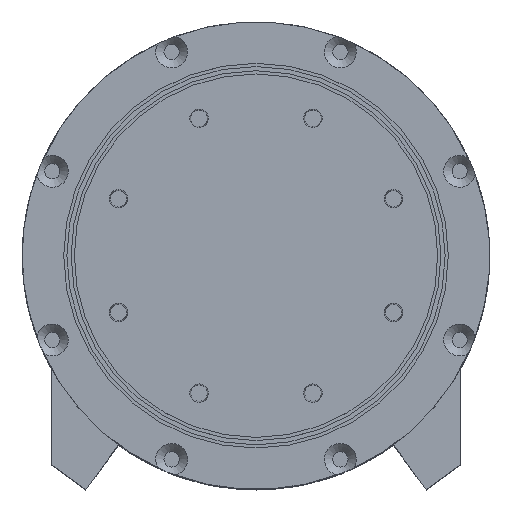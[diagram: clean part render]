
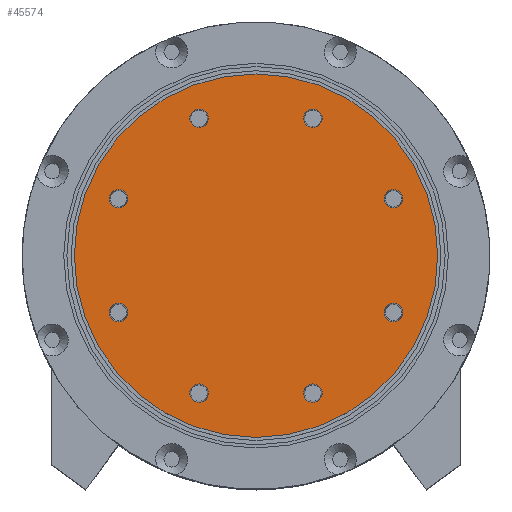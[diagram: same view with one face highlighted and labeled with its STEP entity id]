
A CAD part, top view. The second image highlights one B-rep face of the part: STEP entity #45574.
In plain terms, the highlighted planar face has unit normal (0, 0, 1).
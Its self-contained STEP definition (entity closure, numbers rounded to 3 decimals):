
#5007=FACE_BOUND('',#9387,.T.);
#5008=FACE_BOUND('',#9388,.T.);
#5009=FACE_BOUND('',#9389,.T.);
#5010=FACE_BOUND('',#9390,.T.);
#5011=FACE_BOUND('',#9391,.T.);
#5012=FACE_BOUND('',#9392,.T.);
#5013=FACE_BOUND('',#9393,.T.);
#5014=FACE_BOUND('',#9394,.T.);
#5371=PLANE('',#48957);
#6651=FACE_OUTER_BOUND('',#9386,.T.);
#9386=EDGE_LOOP('',(#32642));
#9387=EDGE_LOOP('',(#32643,#32644));
#9388=EDGE_LOOP('',(#32645,#32646));
#9389=EDGE_LOOP('',(#32647,#32648));
#9390=EDGE_LOOP('',(#32649,#32650));
#9391=EDGE_LOOP('',(#32651,#32652));
#9392=EDGE_LOOP('',(#32653,#32654));
#9393=EDGE_LOOP('',(#32655,#32656));
#9394=EDGE_LOOP('',(#32657,#32658));
#15882=CIRCLE('',#48842,2.17);
#15883=CIRCLE('',#48843,2.17);
#15888=CIRCLE('',#48851,2.17);
#15889=CIRCLE('',#48852,2.17);
#15894=CIRCLE('',#48860,2.17);
#15895=CIRCLE('',#48861,2.17);
#15900=CIRCLE('',#48869,2.17);
#15901=CIRCLE('',#48870,2.17);
#15906=CIRCLE('',#48878,2.17);
#15907=CIRCLE('',#48879,2.17);
#15912=CIRCLE('',#48887,2.17);
#15913=CIRCLE('',#48888,2.17);
#15918=CIRCLE('',#48896,2.17);
#15919=CIRCLE('',#48897,2.17);
#15924=CIRCLE('',#48905,2.17);
#15925=CIRCLE('',#48906,2.17);
#15956=CIRCLE('',#48956,42.75);
#18190=VERTEX_POINT('',#72765);
#18191=VERTEX_POINT('',#72766);
#18196=VERTEX_POINT('',#72782);
#18197=VERTEX_POINT('',#72783);
#18202=VERTEX_POINT('',#72799);
#18203=VERTEX_POINT('',#72800);
#18208=VERTEX_POINT('',#72816);
#18209=VERTEX_POINT('',#72817);
#18214=VERTEX_POINT('',#72833);
#18215=VERTEX_POINT('',#72834);
#18220=VERTEX_POINT('',#72850);
#18221=VERTEX_POINT('',#72851);
#18226=VERTEX_POINT('',#72867);
#18227=VERTEX_POINT('',#72868);
#18232=VERTEX_POINT('',#72884);
#18233=VERTEX_POINT('',#72885);
#18264=VERTEX_POINT('',#72978);
#23627=EDGE_CURVE('',#18190,#18191,#15882,.T.);
#23628=EDGE_CURVE('',#18191,#18190,#15883,.T.);
#23635=EDGE_CURVE('',#18196,#18197,#15888,.T.);
#23636=EDGE_CURVE('',#18197,#18196,#15889,.T.);
#23643=EDGE_CURVE('',#18202,#18203,#15894,.T.);
#23644=EDGE_CURVE('',#18203,#18202,#15895,.T.);
#23651=EDGE_CURVE('',#18208,#18209,#15900,.T.);
#23652=EDGE_CURVE('',#18209,#18208,#15901,.T.);
#23659=EDGE_CURVE('',#18214,#18215,#15906,.T.);
#23660=EDGE_CURVE('',#18215,#18214,#15907,.T.);
#23667=EDGE_CURVE('',#18220,#18221,#15912,.T.);
#23668=EDGE_CURVE('',#18221,#18220,#15913,.T.);
#23675=EDGE_CURVE('',#18226,#18227,#15918,.T.);
#23676=EDGE_CURVE('',#18227,#18226,#15919,.T.);
#23683=EDGE_CURVE('',#18232,#18233,#15924,.T.);
#23684=EDGE_CURVE('',#18233,#18232,#15925,.T.);
#23726=EDGE_CURVE('',#18264,#18264,#15956,.T.);
#32642=ORIENTED_EDGE('',*,*,#23726,.T.);
#32643=ORIENTED_EDGE('',*,*,#23627,.T.);
#32644=ORIENTED_EDGE('',*,*,#23628,.T.);
#32645=ORIENTED_EDGE('',*,*,#23635,.T.);
#32646=ORIENTED_EDGE('',*,*,#23636,.T.);
#32647=ORIENTED_EDGE('',*,*,#23643,.T.);
#32648=ORIENTED_EDGE('',*,*,#23644,.T.);
#32649=ORIENTED_EDGE('',*,*,#23651,.T.);
#32650=ORIENTED_EDGE('',*,*,#23652,.T.);
#32651=ORIENTED_EDGE('',*,*,#23659,.T.);
#32652=ORIENTED_EDGE('',*,*,#23660,.T.);
#32653=ORIENTED_EDGE('',*,*,#23667,.T.);
#32654=ORIENTED_EDGE('',*,*,#23668,.T.);
#32655=ORIENTED_EDGE('',*,*,#23675,.T.);
#32656=ORIENTED_EDGE('',*,*,#23676,.T.);
#32657=ORIENTED_EDGE('',*,*,#23683,.T.);
#32658=ORIENTED_EDGE('',*,*,#23684,.T.);
#45574=ADVANCED_FACE('',(#6651,#5007,#5008,#5009,#5010,#5011,#5012,#5013,
#5014),#5371,.T.);
#48842=AXIS2_PLACEMENT_3D('',#72767,#53705,#53706);
#48843=AXIS2_PLACEMENT_3D('',#72768,#53707,#53708);
#48851=AXIS2_PLACEMENT_3D('',#72784,#53725,#53726);
#48852=AXIS2_PLACEMENT_3D('',#72785,#53727,#53728);
#48860=AXIS2_PLACEMENT_3D('',#72801,#53745,#53746);
#48861=AXIS2_PLACEMENT_3D('',#72802,#53747,#53748);
#48869=AXIS2_PLACEMENT_3D('',#72818,#53765,#53766);
#48870=AXIS2_PLACEMENT_3D('',#72819,#53767,#53768);
#48878=AXIS2_PLACEMENT_3D('',#72835,#53785,#53786);
#48879=AXIS2_PLACEMENT_3D('',#72836,#53787,#53788);
#48887=AXIS2_PLACEMENT_3D('',#72852,#53805,#53806);
#48888=AXIS2_PLACEMENT_3D('',#72853,#53807,#53808);
#48896=AXIS2_PLACEMENT_3D('',#72869,#53825,#53826);
#48897=AXIS2_PLACEMENT_3D('',#72870,#53827,#53828);
#48905=AXIS2_PLACEMENT_3D('',#72886,#53845,#53846);
#48906=AXIS2_PLACEMENT_3D('',#72887,#53847,#53848);
#48956=AXIS2_PLACEMENT_3D('',#72979,#53958,#53959);
#48957=AXIS2_PLACEMENT_3D('',#72981,#53961,#53962);
#53705=DIRECTION('center_axis',(0.,0.,-1.));
#53706=DIRECTION('ref_axis',(1.,0.,0.));
#53707=DIRECTION('center_axis',(0.,0.,-1.));
#53708=DIRECTION('ref_axis',(1.,0.,0.));
#53725=DIRECTION('center_axis',(0.,0.,-1.));
#53726=DIRECTION('ref_axis',(1.,0.,0.));
#53727=DIRECTION('center_axis',(0.,0.,-1.));
#53728=DIRECTION('ref_axis',(1.,0.,0.));
#53745=DIRECTION('center_axis',(0.,0.,-1.));
#53746=DIRECTION('ref_axis',(1.,0.,0.));
#53747=DIRECTION('center_axis',(0.,0.,-1.));
#53748=DIRECTION('ref_axis',(1.,0.,0.));
#53765=DIRECTION('center_axis',(0.,0.,-1.));
#53766=DIRECTION('ref_axis',(1.,0.,0.));
#53767=DIRECTION('center_axis',(0.,0.,-1.));
#53768=DIRECTION('ref_axis',(1.,0.,0.));
#53785=DIRECTION('center_axis',(0.,0.,-1.));
#53786=DIRECTION('ref_axis',(1.,0.,0.));
#53787=DIRECTION('center_axis',(0.,0.,-1.));
#53788=DIRECTION('ref_axis',(1.,0.,0.));
#53805=DIRECTION('center_axis',(0.,0.,-1.));
#53806=DIRECTION('ref_axis',(1.,0.,0.));
#53807=DIRECTION('center_axis',(0.,0.,-1.));
#53808=DIRECTION('ref_axis',(1.,0.,0.));
#53825=DIRECTION('center_axis',(0.,0.,-1.));
#53826=DIRECTION('ref_axis',(1.,0.,0.));
#53827=DIRECTION('center_axis',(0.,0.,-1.));
#53828=DIRECTION('ref_axis',(1.,0.,0.));
#53845=DIRECTION('center_axis',(0.,0.,-1.));
#53846=DIRECTION('ref_axis',(1.,0.,0.));
#53847=DIRECTION('center_axis',(0.,0.,-1.));
#53848=DIRECTION('ref_axis',(1.,0.,0.));
#53958=DIRECTION('center_axis',(0.,0.,1.));
#53959=DIRECTION('ref_axis',(-1.,0.,0.));
#53961=DIRECTION('center_axis',(0.,0.,1.));
#53962=DIRECTION('ref_axis',(1.,0.,0.));
#72765=CARTESIAN_POINT('',(15.564,-32.336,74.));
#72766=CARTESIAN_POINT('',(11.224,-32.336,74.));
#72767=CARTESIAN_POINT('Origin',(13.394,-32.336,74.));
#72768=CARTESIAN_POINT('Origin',(13.394,-32.336,74.));
#72782=CARTESIAN_POINT('',(-30.166,-13.394,74.));
#72783=CARTESIAN_POINT('',(-34.506,-13.394,74.));
#72784=CARTESIAN_POINT('Origin',(-32.336,-13.394,74.));
#72785=CARTESIAN_POINT('Origin',(-32.336,-13.394,74.));
#72799=CARTESIAN_POINT('',(-11.224,32.336,74.));
#72800=CARTESIAN_POINT('',(-15.564,32.336,74.));
#72801=CARTESIAN_POINT('Origin',(-13.394,32.336,74.));
#72802=CARTESIAN_POINT('Origin',(-13.394,32.336,74.));
#72816=CARTESIAN_POINT('',(15.564,32.336,74.));
#72817=CARTESIAN_POINT('',(11.224,32.336,74.));
#72818=CARTESIAN_POINT('Origin',(13.394,32.336,74.));
#72819=CARTESIAN_POINT('Origin',(13.394,32.336,74.));
#72833=CARTESIAN_POINT('',(34.506,13.394,74.));
#72834=CARTESIAN_POINT('',(30.166,13.394,74.));
#72835=CARTESIAN_POINT('Origin',(32.336,13.394,74.));
#72836=CARTESIAN_POINT('Origin',(32.336,13.394,74.));
#72850=CARTESIAN_POINT('',(-30.166,13.394,74.));
#72851=CARTESIAN_POINT('',(-34.506,13.394,74.));
#72852=CARTESIAN_POINT('Origin',(-32.336,13.394,74.));
#72853=CARTESIAN_POINT('Origin',(-32.336,13.394,74.));
#72867=CARTESIAN_POINT('',(-11.224,-32.336,74.));
#72868=CARTESIAN_POINT('',(-15.564,-32.336,74.));
#72869=CARTESIAN_POINT('Origin',(-13.394,-32.336,74.));
#72870=CARTESIAN_POINT('Origin',(-13.394,-32.336,74.));
#72884=CARTESIAN_POINT('',(34.506,-13.394,74.));
#72885=CARTESIAN_POINT('',(30.166,-13.394,74.));
#72886=CARTESIAN_POINT('Origin',(32.336,-13.394,74.));
#72887=CARTESIAN_POINT('Origin',(32.336,-13.394,74.));
#72978=CARTESIAN_POINT('',(42.75,0.,74.));
#72979=CARTESIAN_POINT('Origin',(0.,0.,74.));
#72981=CARTESIAN_POINT('Origin',(0.,0.,74.));
